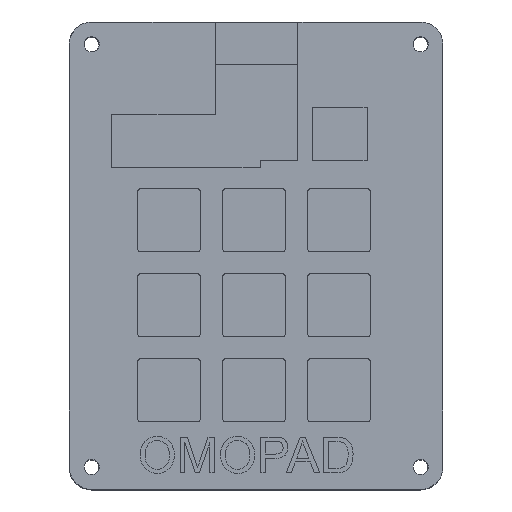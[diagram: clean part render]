
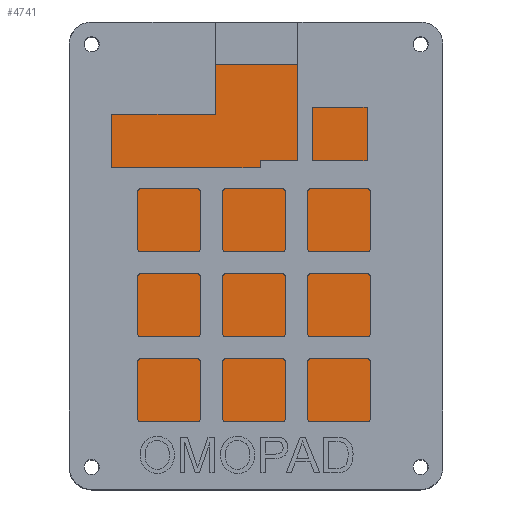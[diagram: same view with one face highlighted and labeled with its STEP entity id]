
A CAD part, top view. The second image highlights one B-rep face of the part: STEP entity #4741.
In plain terms, the highlighted planar face has unit normal (0, 0, 1).
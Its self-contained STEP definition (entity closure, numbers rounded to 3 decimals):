
#688=FACE_OUTER_BOUND('',#979,.T.);
#979=EDGE_LOOP('',(#4315,#4316,#4317,#4318));
#1422=LINE('',#8630,#1855);
#1424=LINE('',#8635,#1857);
#1425=LINE('',#8636,#1858);
#1426=LINE('',#8637,#1859);
#1855=VECTOR('',#6006,10.);
#1857=VECTOR('',#6010,10.);
#1858=VECTOR('',#6011,10.);
#1859=VECTOR('',#6012,10.);
#2314=VERTEX_POINT('',#8627);
#2315=VERTEX_POINT('',#8629);
#2316=VERTEX_POINT('',#8633);
#2317=VERTEX_POINT('',#8634);
#2988=EDGE_CURVE('',#2314,#2315,#1422,.T.);
#2990=EDGE_CURVE('',#2316,#2317,#1424,.T.);
#2991=EDGE_CURVE('',#2315,#2316,#1425,.T.);
#2992=EDGE_CURVE('',#2317,#2314,#1426,.T.);
#4315=ORIENTED_EDGE('',*,*,#2990,.F.);
#4316=ORIENTED_EDGE('',*,*,#2991,.F.);
#4317=ORIENTED_EDGE('',*,*,#2988,.F.);
#4318=ORIENTED_EDGE('',*,*,#2992,.F.);
#4501=PLANE('',#5035);
#4741=ADVANCED_FACE('',(#688),#4501,.T.);
#5035=AXIS2_PLACEMENT_3D('',#8632,#6008,#6009);
#6006=DIRECTION('',(1.,0.,0.));
#6008=DIRECTION('center_axis',(0.,0.,1.));
#6009=DIRECTION('ref_axis',(1.,0.,0.));
#6010=DIRECTION('',(-1.,0.,0.));
#6011=DIRECTION('',(0.,-1.,0.));
#6012=DIRECTION('',(0.,1.,0.));
#8627=CARTESIAN_POINT('',(-14.715,60.,3.));
#8629=CARTESIAN_POINT('',(50.035,60.,3.));
#8630=CARTESIAN_POINT('',(1.472,60.,3.));
#8632=CARTESIAN_POINT('Origin',(17.66,17.75,3.));
#8633=CARTESIAN_POINT('',(50.035,-24.5,3.));
#8634=CARTESIAN_POINT('',(-14.715,-24.5,3.));
#8635=CARTESIAN_POINT('',(33.847,-24.5,3.));
#8636=CARTESIAN_POINT('',(50.035,38.875,3.));
#8637=CARTESIAN_POINT('',(-14.715,-3.375,3.));
